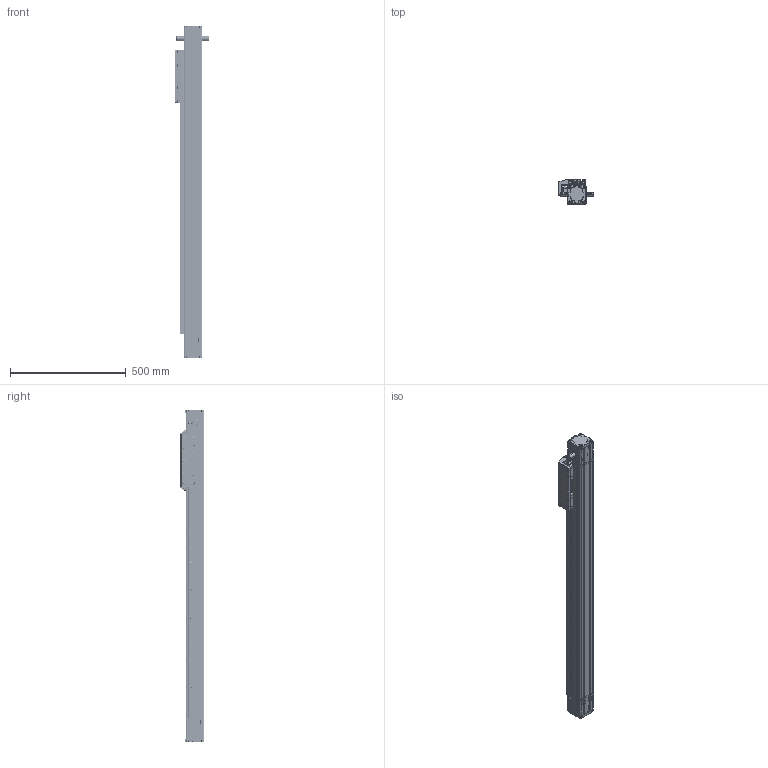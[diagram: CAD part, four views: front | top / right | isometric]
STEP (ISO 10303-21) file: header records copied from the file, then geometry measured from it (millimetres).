
FILE_DESCRIPTION (( 'STEP AP214' ), '1' );
FILE_NAME ('MTE80-0000-L-D9.STEP', '2023-03-14T08:51:22', ( '' ), ( '' ), 'SwSTEP 2.0', 'SolidWorks 2021', '' );
FILE_SCHEMA (( 'AUTOMOTIVE_DESIGN' ));
Length unit declared in the file: millimetre
Products named in the file (38): A2W026; A2P005L; A2P007L; MTE80-0000-L-D9; CSR-06006-2RS; VTSTA0,40-008; A2P001V; A2L001-0442; A2S002; A2Y002-D19; A2PRM14; A2F001; A2PRM02; A2P006V; A2PRM01-D19; A2D006LF; DQM08S; DTM08-M5; TAP-M6; A1T001-0230; A2P012V; A2PR004; SGF55_Circlip DIN 472 - 55 x 2; A2P008V; A2S001; VTCEZ0,60-120_ISO 4762 M6 x 120 - 120C-Z; A2G006-0230_A2G006-0230; VTCEZ0,50-025_ISO 4762 M5 x 25 - 25C-Z; A2PR009; VTSTM0,30-010_ISO 14581 M3x10x10-C-Z; VTCEZ0,50-010_ISO 4762 M5 x 10 - 10C-Z; VTSTA0,30-008; A2S007; A2P009V; VTCEZ0,50-016_ISO 4762 M5 x 16 - 16C-Z; A2PR008; A2A001L-0230; SCHZ-5
Assembly tree (126 placements, depth 4):
  MTE80-0000-L-D9
    A2A001L-0230
    A2L001-0442
    DTM08-M5  x21
    A2G006-0230_A2G006-0230
    VTCEZ0,50-016_ISO 4762 M5 x 16 - 16C-Z  x21
    A2PRM02
      A2PR009
        A2S002
      A2P012V
      A2P007L
      A2P008V
      VTCEZ0,60-120_ISO 4762 M6 x 120 - 120C-Z  x4
      VTSTA0,30-008  x2
      A2P009V
      VTSTA0,40-008  x2
    A2PRM14
      A2S007
      A2PR004  x2
        A2P006V
        A2F001
      A1T001-0230  x2
      VTSTM0,30-010_ISO 14581 M3x10x10-C-Z  x6
      A2W026
      SCHZ-5  x5
      VTCEZ0,50-025_ISO 4762 M5 x 25 - 25C-Z  x5
      TAP-M6  x6
    A2D006LF  x2
    VTCEZ0,50-010_ISO 4762 M5 x 10 - 10C-Z  x8
    A2PRM01-D19
      A2PR008
        A2S001
      A2P001V
      SGF55_Circlip DIN 472 - 55 x 2  x2
      CSR-06006-2RS  x2
      A2Y002-D19
      A2P005L
      A2P008V
      VTSTA0,30-008  x2
      DQM08S  x8
      VTCEZ0,60-120_ISO 4762 M6 x 120 - 120C-Z  x4
Bounding box: 148.75 x 105.3 x 1437 mm (x, y, z)
Volume: 4449134 mm3; surface area: 2057668.7 mm2
Topology: 144 solids, 148 shells, 5656 faces, 14634 edges, 9171 vertices
Faces by surface type: plane 2560, cylinder 2034, cone 662, bspline 400
Entity records: 138015 total; most frequent: CARTESIAN_POINT 25153, ORIENTED_EDGE 16458, DIRECTION 16136, EDGE_CURVE 8229, AXIS2_PLACEMENT_3D 5519, VERTEX_POINT 5313, LINE 5098, VECTOR 5098
